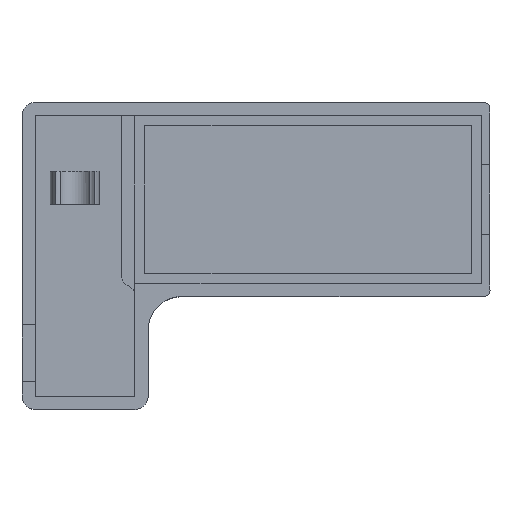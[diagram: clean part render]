
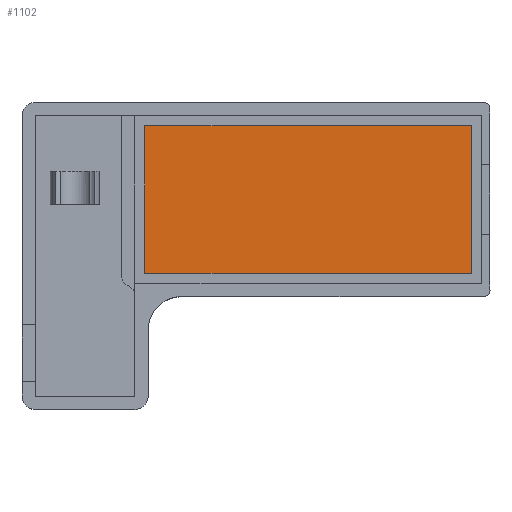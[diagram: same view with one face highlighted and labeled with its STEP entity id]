
A CAD part, top view. The second image highlights one B-rep face of the part: STEP entity #1102.
In plain terms, the highlighted planar face has unit normal (0, 0, 1).
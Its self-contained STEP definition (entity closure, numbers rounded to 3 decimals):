
#136=LINE('',#1850,#255);
#137=LINE('',#1853,#256);
#138=LINE('',#1855,#257);
#139=LINE('',#1857,#258);
#255=VECTOR('',#1441,1000.);
#256=VECTOR('',#1442,1000.);
#257=VECTOR('',#1443,1000.);
#258=VECTOR('',#1444,1000.);
#494=ORIENTED_EDGE('',*,*,#752,.F.);
#495=ORIENTED_EDGE('',*,*,#753,.F.);
#496=ORIENTED_EDGE('',*,*,#754,.F.);
#497=ORIENTED_EDGE('',*,*,#755,.F.);
#752=EDGE_CURVE('',#882,#883,#136,.T.);
#753=EDGE_CURVE('',#884,#882,#137,.T.);
#754=EDGE_CURVE('',#885,#884,#138,.T.);
#755=EDGE_CURVE('',#883,#885,#139,.T.);
#882=VERTEX_POINT('',#1851);
#883=VERTEX_POINT('',#1852);
#884=VERTEX_POINT('',#1854);
#885=VERTEX_POINT('',#1856);
#942=EDGE_LOOP('',(#494,#495,#496,#497));
#1005=FACE_BOUND('',#942,.T.);
#1055=PLANE('',#1198);
#1102=ADVANCED_FACE('',(#1005),#1055,.T.);
#1198=AXIS2_PLACEMENT_3D('',#1849,#1439,#1440);
#1439=DIRECTION('',(0.,0.,1.));
#1440=DIRECTION('',(1.,0.,0.));
#1441=DIRECTION('',(-1.,0.,0.));
#1442=DIRECTION('',(0.,-1.,0.));
#1443=DIRECTION('',(1.,0.,0.));
#1444=DIRECTION('',(0.,1.,0.));
#1849=CARTESIAN_POINT('',(-784.86,1250.95,25.4));
#1850=CARTESIAN_POINT('',(-1320.8,88.9,25.4));
#1851=CARTESIAN_POINT('',(-69.85,88.9,25.4));
#1852=CARTESIAN_POINT('',(-1320.8,88.9,25.4));
#1853=CARTESIAN_POINT('',(-69.85,88.9,25.4));
#1854=CARTESIAN_POINT('',(-69.85,654.05,25.4));
#1855=CARTESIAN_POINT('',(-1320.8,654.05,25.4));
#1856=CARTESIAN_POINT('',(-1320.8,654.05,25.4));
#1857=CARTESIAN_POINT('',(-1320.8,88.9,25.4));
